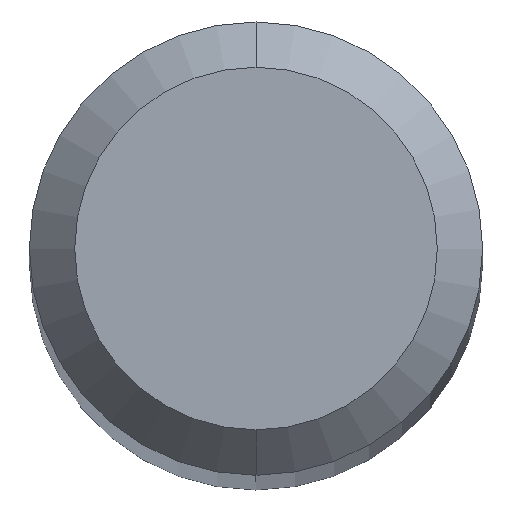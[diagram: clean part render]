
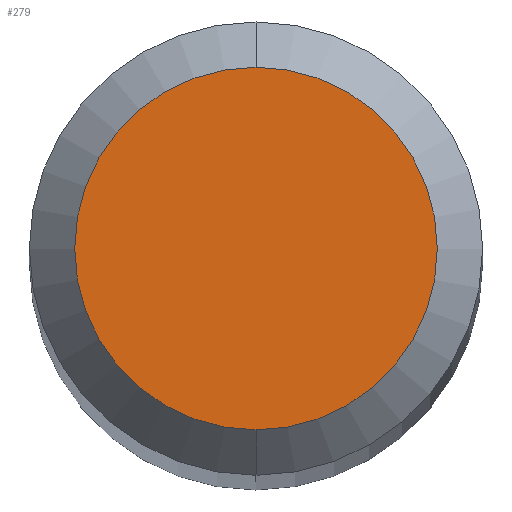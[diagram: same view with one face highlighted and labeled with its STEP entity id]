
A CAD part, top view. The second image highlights one B-rep face of the part: STEP entity #279.
In plain terms, the highlighted planar face has unit normal (0, 0, 1).
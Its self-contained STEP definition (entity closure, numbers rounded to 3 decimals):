
#7 = ORIENTED_EDGE ( 'NONE', *, *, #283, .F. ) ;
#23 = DIRECTION ( 'NONE',  ( 0., 0., -1. ) ) ;
#30 = CIRCLE ( 'NONE', #202, 0.8 ) ;
#33 = CARTESIAN_POINT ( 'NONE',  ( 0., 0.8, 38. ) ) ;
#38 = DIRECTION ( 'NONE',  ( 0., 0., -1. ) ) ;
#43 = DIRECTION ( 'NONE',  ( 0., 1., 0. ) ) ;
#55 = AXIS2_PLACEMENT_3D ( 'NONE', #111, #23, #214 ) ;
#60 = VERTEX_POINT ( 'NONE', #33 ) ;
#64 = FACE_OUTER_BOUND ( 'NONE', #140, .T. ) ;
#75 = CARTESIAN_POINT ( 'NONE',  ( 0., 0., 38. ) ) ;
#109 = CARTESIAN_POINT ( 'NONE',  ( 0., 0., 38. ) ) ;
#111 = CARTESIAN_POINT ( 'NONE',  ( 0., 0., 38. ) ) ;
#124 = DIRECTION ( 'NONE',  ( 0., 1., 0. ) ) ;
#126 = ORIENTED_EDGE ( 'NONE', *, *, #183, .F. ) ;
#140 = EDGE_LOOP ( 'NONE', ( #7, #126 ) ) ;
#146 = VERTEX_POINT ( 'NONE', #252 ) ;
#175 = CIRCLE ( 'NONE', #262, 0.8 ) ;
#183 = EDGE_CURVE ( 'NONE', #146, #60, #30, .T. ) ;
#197 = PLANE ( 'NONE',  #55 ) ;
#202 = AXIS2_PLACEMENT_3D ( 'NONE', #75, #38, #124 ) ;
#214 = DIRECTION ( 'NONE',  ( 0., 1., 0. ) ) ;
#240 = DIRECTION ( 'NONE',  ( 0., 0., -1. ) ) ;
#252 = CARTESIAN_POINT ( 'NONE',  ( 0., -0.8, 38. ) ) ;
#262 = AXIS2_PLACEMENT_3D ( 'NONE', #109, #240, #43 ) ;
#279 = ADVANCED_FACE ( 'NONE', ( #64 ), #197, .F. ) ;
#283 = EDGE_CURVE ( 'NONE', #60, #146, #175, .T. ) ;
